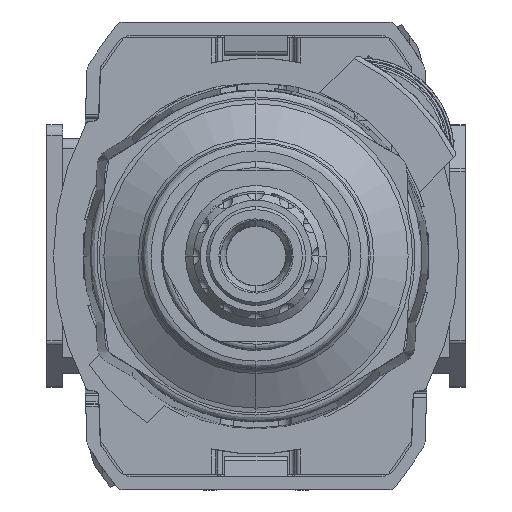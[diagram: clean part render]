
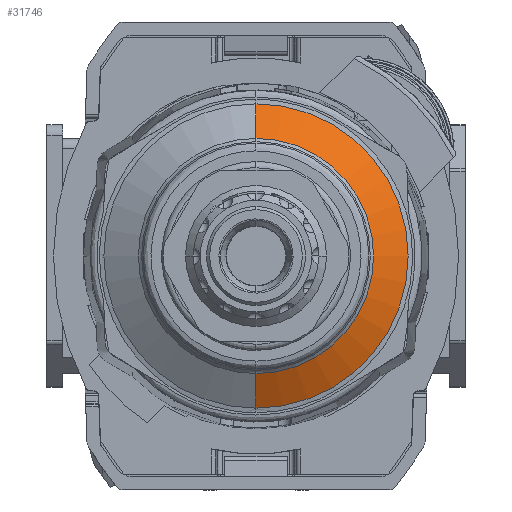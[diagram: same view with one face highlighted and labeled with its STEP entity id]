
A CAD part, front view. The second image highlights one B-rep face of the part: STEP entity #31746.
In plain terms, the highlighted conical face has half-angle 60 degrees and reference radius 16.907 mm.
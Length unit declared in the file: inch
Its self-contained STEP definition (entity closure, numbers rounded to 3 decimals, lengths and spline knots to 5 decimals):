
#78 = VERTEX_POINT ( 'NONE', #4564 ) ;
#3143 = EDGE_CURVE ( 'NONE', #78, #9607, #33094, .T. ) ;
#3271 = DIRECTION ( 'NONE',  ( 0., 0., 1. ) ) ;
#3652 = EDGE_CURVE ( 'NONE', #9607, #13528, #41810, .T. ) ;
#4564 = CARTESIAN_POINT ( 'NONE',  ( 0., -3.78452, 0.51452 ) ) ;
#5802 = EDGE_LOOP ( 'NONE', ( #39409, #21769, #21953, #20767 ) ) ;
#7042 = CARTESIAN_POINT ( 'NONE',  ( 0., -3.69728, 0.66563 ) ) ;
#7397 = DIRECTION ( 'NONE',  ( 0., 1., 0. ) ) ;
#8598 = CONICAL_SURFACE ( 'NONE', #20149, 0.66563, 1.047 ) ;
#9607 = VERTEX_POINT ( 'NONE', #36030 ) ;
#9799 = DIRECTION ( 'NONE',  ( 0., 0.5, 0.866 ) ) ;
#12426 = VERTEX_POINT ( 'NONE', #20463 ) ;
#12705 = CARTESIAN_POINT ( 'NONE',  ( 0., -3.69728, 0. ) ) ;
#13528 = VERTEX_POINT ( 'NONE', #44149 ) ;
#13957 = DIRECTION ( 'NONE',  ( 0., 1., 0. ) ) ;
#14774 = DIRECTION ( 'NONE',  ( 0., 0.5, -0.866 ) ) ;
#19592 = CIRCLE ( 'NONE', #20306, 0.66563 ) ;
#20149 = AXIS2_PLACEMENT_3D ( 'NONE', #38706, #7397, #21198 ) ;
#20306 = AXIS2_PLACEMENT_3D ( 'NONE', #12705, #23804, #40414 ) ;
#20463 = CARTESIAN_POINT ( 'NONE',  ( 0., -3.69728, 0.66563 ) ) ;
#20767 = ORIENTED_EDGE ( 'NONE', *, *, #30044, .F. ) ;
#21198 = DIRECTION ( 'NONE',  ( 0., 0., 1. ) ) ;
#21769 = ORIENTED_EDGE ( 'NONE', *, *, #3652, .T. ) ;
#21953 = ORIENTED_EDGE ( 'NONE', *, *, #42254, .T. ) ;
#23804 = DIRECTION ( 'NONE',  ( 0., -1., 0. ) ) ;
#24271 = LINE ( 'NONE', #7042, #31067 ) ;
#28852 = CARTESIAN_POINT ( 'NONE',  ( 0., -3.69728, -0.66563 ) ) ;
#30044 = EDGE_CURVE ( 'NONE', #78, #12426, #24271, .T. ) ;
#30993 = VECTOR ( 'NONE', #14774, 39.37008 ) ;
#31067 = VECTOR ( 'NONE', #9799, 39.37008 ) ;
#31210 = CARTESIAN_POINT ( 'NONE',  ( 0., -3.78452, 0. ) ) ;
#31679 = FACE_OUTER_BOUND ( 'NONE', #5802, .T. ) ;
#31746 = ADVANCED_FACE ( 'NONE', ( #31679 ), #8598, .T. ) ;
#33094 = CIRCLE ( 'NONE', #44027, 0.51452 ) ;
#36030 = CARTESIAN_POINT ( 'NONE',  ( 0., -3.78452, -0.51452 ) ) ;
#38706 = CARTESIAN_POINT ( 'NONE',  ( 0., -3.69728, 0. ) ) ;
#39409 = ORIENTED_EDGE ( 'NONE', *, *, #3143, .T. ) ;
#40414 = DIRECTION ( 'NONE',  ( 0., 0., -1. ) ) ;
#41810 = LINE ( 'NONE', #28852, #30993 ) ;
#42254 = EDGE_CURVE ( 'NONE', #13528, #12426, #19592, .T. ) ;
#44027 = AXIS2_PLACEMENT_3D ( 'NONE', #31210, #13957, #3271 ) ;
#44149 = CARTESIAN_POINT ( 'NONE',  ( 0., -3.69728, -0.66563 ) ) ;
